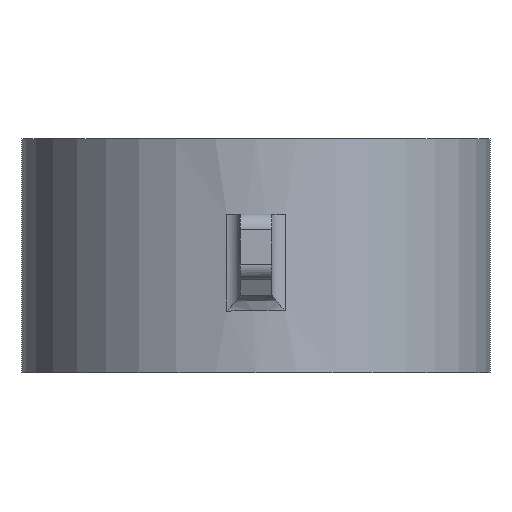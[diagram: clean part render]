
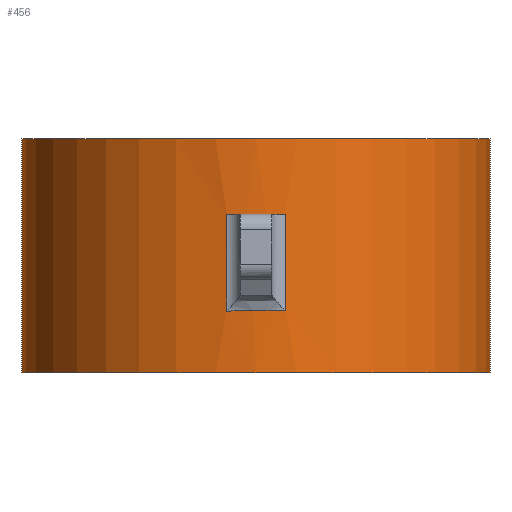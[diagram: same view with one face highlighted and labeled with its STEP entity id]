
A CAD part, left-side view. The second image highlights one B-rep face of the part: STEP entity #456.
In plain terms, the highlighted cylindrical face has radius 60 mm (diameter 120 mm), a full revolution.
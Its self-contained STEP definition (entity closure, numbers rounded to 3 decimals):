
#31=ELLIPSE('',#504,61.523,60.);
#32=ELLIPSE('',#513,61.523,60.);
#44=CIRCLE('',#501,60.);
#45=CIRCLE('',#503,60.);
#47=CIRCLE('',#508,60.);
#49=CIRCLE('',#512,60.);
#62=CYLINDRICAL_SURFACE('',#511,60.);
#128=ORIENTED_EDGE('',*,*,#224,.T.);
#129=ORIENTED_EDGE('',*,*,#222,.T.);
#130=ORIENTED_EDGE('',*,*,#220,.T.);
#131=ORIENTED_EDGE('',*,*,#218,.T.);
#132=ORIENTED_EDGE('',*,*,#216,.F.);
#133=ORIENTED_EDGE('',*,*,#215,.T.);
#134=ORIENTED_EDGE('',*,*,#225,.F.);
#135=ORIENTED_EDGE('',*,*,#226,.T.);
#136=ORIENTED_EDGE('',*,*,#227,.F.);
#137=ORIENTED_EDGE('',*,*,#228,.F.);
#215=EDGE_CURVE('',#272,#272,#44,.T.);
#216=EDGE_CURVE('',#273,#273,#45,.T.);
#218=EDGE_CURVE('',#275,#274,#31,.F.);
#220=EDGE_CURVE('',#276,#275,#310,.F.);
#222=EDGE_CURVE('',#277,#276,#47,.T.);
#224=EDGE_CURVE('',#274,#277,#311,.T.);
#225=EDGE_CURVE('',#278,#279,#312,.F.);
#226=EDGE_CURVE('',#278,#280,#49,.T.);
#227=EDGE_CURVE('',#281,#280,#313,.T.);
#228=EDGE_CURVE('',#279,#281,#32,.T.);
#272=VERTEX_POINT('',#725);
#273=VERTEX_POINT('',#728);
#274=VERTEX_POINT('',#747);
#275=VERTEX_POINT('',#749);
#276=VERTEX_POINT('',#758);
#277=VERTEX_POINT('',#762);
#278=VERTEX_POINT('',#768);
#279=VERTEX_POINT('',#769);
#280=VERTEX_POINT('',#771);
#281=VERTEX_POINT('',#773);
#310=LINE('',#757,#338);
#311=LINE('',#765,#339);
#312=LINE('',#767,#340);
#313=LINE('',#772,#341);
#338=VECTOR('',#599,1000.);
#339=VECTOR('',#610,1000.);
#340=VECTOR('',#613,1000.);
#341=VECTOR('',#616,1000.);
#374=EDGE_LOOP('',(#128,#129,#130,#131));
#375=EDGE_LOOP('',(#132));
#376=EDGE_LOOP('',(#133));
#377=EDGE_LOOP('',(#134,#135,#136,#137));
#412=FACE_BOUND('',#374,.T.);
#413=FACE_BOUND('',#375,.T.);
#414=FACE_BOUND('',#376,.T.);
#415=FACE_BOUND('',#377,.T.);
#456=ADVANCED_FACE('',(#412,#413,#414,#415),#62,.T.);
#501=AXIS2_PLACEMENT_3D('',#724,#589,#590);
#503=AXIS2_PLACEMENT_3D('',#727,#593,#594);
#504=AXIS2_PLACEMENT_3D('',#748,#595,#596);
#508=AXIS2_PLACEMENT_3D('',#761,#604,#605);
#511=AXIS2_PLACEMENT_3D('',#766,#611,#612);
#512=AXIS2_PLACEMENT_3D('',#770,#614,#615);
#513=AXIS2_PLACEMENT_3D('',#774,#617,#618);
#589=DIRECTION('',(0.,0.,-1.));
#590=DIRECTION('',(1.,0.,0.));
#593=DIRECTION('',(0.,0.,-1.));
#594=DIRECTION('',(1.,0.,0.));
#595=DIRECTION('',(-0.221,0.007,0.975));
#596=DIRECTION('',(0.975,-0.033,0.221));
#599=DIRECTION('',(0.,0.,1.));
#604=DIRECTION('',(0.,0.,1.));
#605=DIRECTION('',(1.,0.,0.));
#610=DIRECTION('',(0.,0.,1.));
#611=DIRECTION('',(0.,0.,1.));
#612=DIRECTION('',(1.,0.,0.));
#613=DIRECTION('',(0.,0.,1.));
#614=DIRECTION('',(0.,0.,1.));
#615=DIRECTION('',(1.,0.,0.));
#616=DIRECTION('',(0.,0.,1.));
#617=DIRECTION('',(0.221,0.007,0.975));
#618=DIRECTION('',(-0.975,-0.033,0.221));
#724=CARTESIAN_POINT('',(0.,0.,0.));
#725=CARTESIAN_POINT('',(60.,0.,0.));
#727=CARTESIAN_POINT('',(0.,0.,-60.));
#728=CARTESIAN_POINT('',(60.,0.,-60.));
#747=CARTESIAN_POINT('',(59.529,-7.5,-44.015));
#748=CARTESIAN_POINT('',(0.,0.,-57.561));
#749=CARTESIAN_POINT('',(59.529,7.5,-44.128));
#757=CARTESIAN_POINT('',(59.529,7.5,-60.));
#758=CARTESIAN_POINT('',(59.529,7.5,-19.275));
#761=CARTESIAN_POINT('',(0.,0.,-19.275));
#762=CARTESIAN_POINT('',(59.529,-7.5,-19.275));
#765=CARTESIAN_POINT('',(59.529,-7.5,-60.));
#766=CARTESIAN_POINT('',(0.,0.,-60.));
#767=CARTESIAN_POINT('',(-59.529,7.5,-60.));
#768=CARTESIAN_POINT('',(-59.529,7.5,-19.275));
#769=CARTESIAN_POINT('',(-59.529,7.5,-44.128));
#770=CARTESIAN_POINT('',(0.,0.,-19.275));
#771=CARTESIAN_POINT('',(-59.529,-7.5,-19.275));
#772=CARTESIAN_POINT('',(-59.529,-7.5,-60.));
#773=CARTESIAN_POINT('',(-59.529,-7.5,-44.015));
#774=CARTESIAN_POINT('',(0.,0.,-57.561));
